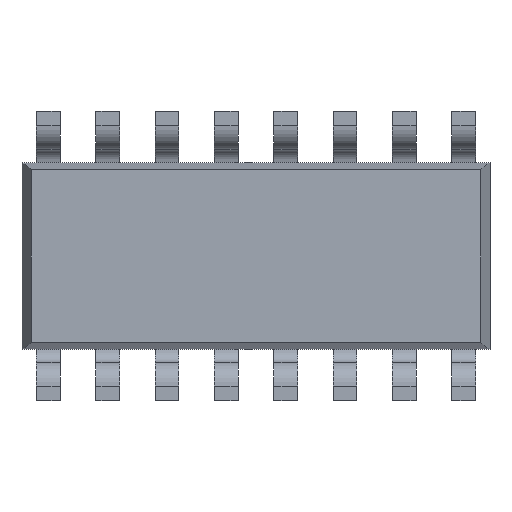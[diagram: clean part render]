
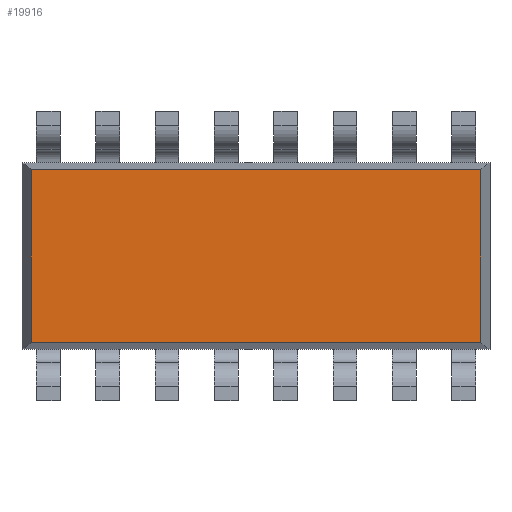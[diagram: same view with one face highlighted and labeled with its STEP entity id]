
A CAD part, front view. The second image highlights one B-rep face of the part: STEP entity #19916.
In plain terms, the highlighted planar face has unit normal (0, -1, 0).
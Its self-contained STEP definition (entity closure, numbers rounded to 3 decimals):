
#1817 = EDGE_LOOP ( 'NONE', ( #13759, #36556, #14547, #29392 ) ) ;
#3345 = CARTESIAN_POINT ( 'NONE',  ( -4.175, 0.1, -2.001 ) ) ;
#3528 = LINE ( 'NONE', #13173, #20013 ) ;
#4551 = DIRECTION ( 'NONE',  ( -1., 0., 0. ) ) ;
#4945 = EDGE_CURVE ( 'NONE', #34801, #21165, #3528, .T. ) ;
#5325 = VERTEX_POINT ( 'NONE', #21821 ) ;
#6439 = DIRECTION ( 'NONE',  ( 0., 0., 1. ) ) ;
#8857 = VECTOR ( 'NONE', #4551, 1000. ) ;
#10107 = CARTESIAN_POINT ( 'NONE',  ( -4.175, 0.1, -1.85 ) ) ;
#12091 = PLANE ( 'NONE',  #34263 ) ;
#13152 = CARTESIAN_POINT ( 'NONE',  ( 5.445, 0.1, -1.85 ) ) ;
#13173 = CARTESIAN_POINT ( 'NONE',  ( 5.645, 0.1, -1.85 ) ) ;
#13759 = ORIENTED_EDGE ( 'NONE', *, *, #16901, .T. ) ;
#14547 = ORIENTED_EDGE ( 'NONE', *, *, #38511, .F. ) ;
#14986 = VECTOR ( 'NONE', #6439, 1000. ) ;
#15160 = DIRECTION ( 'NONE',  ( 0., -1., 0. ) ) ;
#16901 = EDGE_CURVE ( 'NONE', #34801, #5325, #24120, .T. ) ;
#19254 = EDGE_CURVE ( 'NONE', #5325, #23273, #25234, .T. ) ;
#19916 = ADVANCED_FACE ( 'NONE', ( #26183 ), #12091, .T. ) ;
#20013 = VECTOR ( 'NONE', #34723, 1000. ) ;
#21165 = VERTEX_POINT ( 'NONE', #10107 ) ;
#21711 = CARTESIAN_POINT ( 'NONE',  ( -4.175, 0.1, 1.85 ) ) ;
#21821 = CARTESIAN_POINT ( 'NONE',  ( 5.445, 0.1, 1.85 ) ) ;
#22798 = CARTESIAN_POINT ( 'NONE',  ( 5.445, 0.1, -2.001 ) ) ;
#23172 = VECTOR ( 'NONE', #25890, 1000. ) ;
#23218 = LINE ( 'NONE', #3345, #14986 ) ;
#23273 = VERTEX_POINT ( 'NONE', #21711 ) ;
#24120 = LINE ( 'NONE', #22798, #23172 ) ;
#25234 = LINE ( 'NONE', #38413, #8857 ) ;
#25890 = DIRECTION ( 'NONE',  ( 0., 0., 1. ) ) ;
#26183 = FACE_OUTER_BOUND ( 'NONE', #1817, .T. ) ;
#29392 = ORIENTED_EDGE ( 'NONE', *, *, #4945, .F. ) ;
#33331 = CARTESIAN_POINT ( 'NONE',  ( 5.645, 0.1, 1.85 ) ) ;
#34263 = AXIS2_PLACEMENT_3D ( 'NONE', #33331, #15160, #36703 ) ;
#34723 = DIRECTION ( 'NONE',  ( -1., 0., 0. ) ) ;
#34801 = VERTEX_POINT ( 'NONE', #13152 ) ;
#36556 = ORIENTED_EDGE ( 'NONE', *, *, #19254, .T. ) ;
#36703 = DIRECTION ( 'NONE',  ( 0., 0., -1. ) ) ;
#38413 = CARTESIAN_POINT ( 'NONE',  ( 5.645, 0.1, 1.85 ) ) ;
#38511 = EDGE_CURVE ( 'NONE', #21165, #23273, #23218, .T. ) ;
